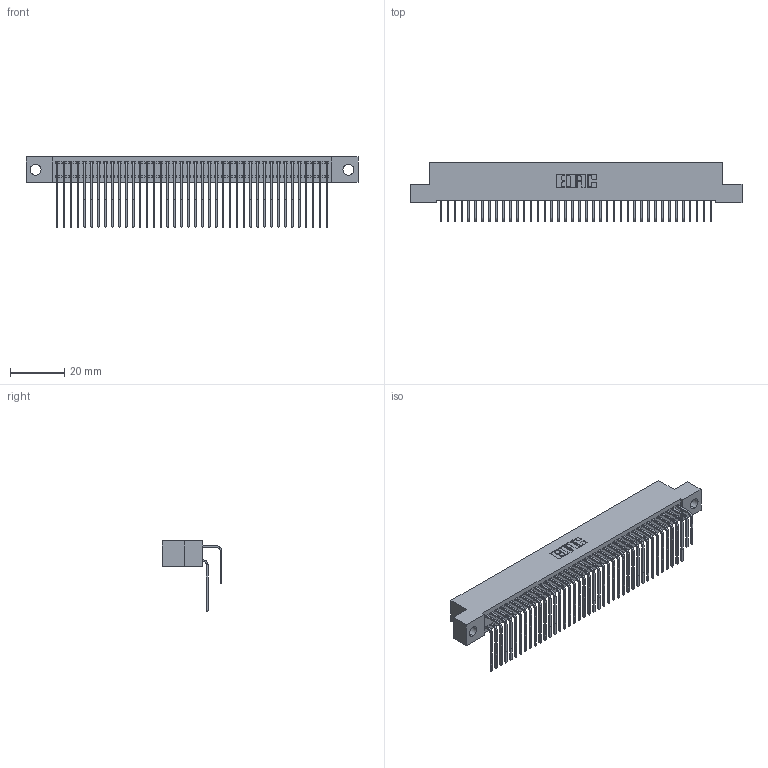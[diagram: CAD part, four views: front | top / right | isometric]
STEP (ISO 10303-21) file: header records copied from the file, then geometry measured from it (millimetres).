
FILE_DESCRIPTION (( 'STEP AP203' ), '1' );
FILE_NAME ('392-080-558-204.STEP', '2018-08-18T03:14:31', ( '' ), ( '' ), 'SwSTEP 2.0', 'SolidWorks 2016', '' );
FILE_SCHEMA (( 'CONFIG_CONTROL_DESIGN' ));
Length unit declared in the file: inch
Products named in the file (4): 345-292-001_558 559 Tail - 1; 345-292-001_558 Tail - 2; 392-080-558-204; 342 Part_.156 TH
Assembly tree (81 placements, depth 2):
  392-080-558-204
    342 Part_.156 TH
    345-292-001_558 559 Tail - 1  x40
    345-292-001_558 Tail - 2  x40
Bounding box: 121.92 x 21.91 x 25.78 mm (x, y, z)
Volume: 11319.5 mm3; surface area: 20287.9 mm2
Topology: 81 solids, 81 shells, 4430 faces, 13179 edges, 8678 vertices
Faces by surface type: plane 3106, cylinder 1324
Entity records: 27647 total; most frequent: CARTESIAN_POINT 4633, ORIENTED_EDGE 4518, DIRECTION 3943, EDGE_CURVE 2259, LINE 2091, VECTOR 2091, VERTEX_POINT 1502, AXIS2_PLACEMENT_3D 926
